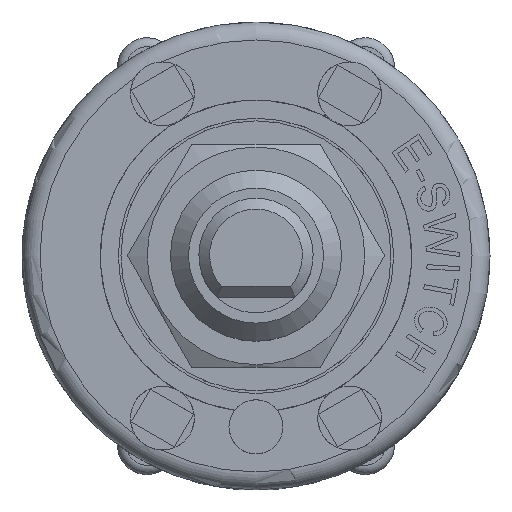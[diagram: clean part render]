
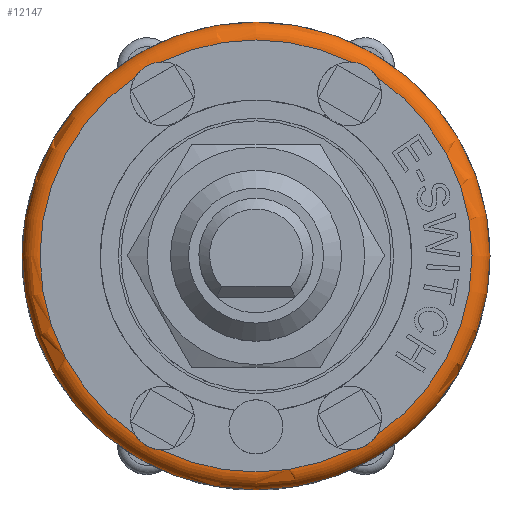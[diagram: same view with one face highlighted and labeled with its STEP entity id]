
A CAD part, top view. The second image highlights one B-rep face of the part: STEP entity #12147.
In plain terms, the highlighted toroidal (fillet/blend) face has major radius 12 mm and minor radius 1 mm.
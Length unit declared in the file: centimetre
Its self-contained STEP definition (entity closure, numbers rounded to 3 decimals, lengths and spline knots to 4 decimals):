
#26=TOROIDAL_SURFACE('',#12771,1.2,0.1);
#1078=B_SPLINE_CURVE_WITH_KNOTS('',3,(#21167,#21168,#21169,#21170,#21171,
#21172,#21173,#21174,#21175,#21176,#21177,#21178),.UNSPECIFIED.,.F.,.F.,
(4,2,2,2,2,4),(-0.2692,-0.2446,-0.216,
-0.1921,-0.1645,-0.1357),.UNSPECIFIED.);
#1079=B_SPLINE_CURVE_WITH_KNOTS('',3,(#21190,#21191,#21192,#21193,#21194,
#21195,#21196,#21197,#21198,#21199,#21200,#21201),.UNSPECIFIED.,.F.,.F.,
(4,2,2,2,2,4),(-0.2692,-0.2446,-0.216,
-0.1921,-0.1645,-0.1357),.UNSPECIFIED.);
#1080=B_SPLINE_CURVE_WITH_KNOTS('',3,(#21218,#21219,#21220,#21221,#21222,
#21223,#21224,#21225,#21226,#21227,#21228,#21229),.UNSPECIFIED.,.F.,.F.,
(4,2,2,2,2,4),(-0.2692,-0.2446,-0.216,
-0.1921,-0.1645,-0.1357),.UNSPECIFIED.);
#1081=B_SPLINE_CURVE_WITH_KNOTS('',3,(#21251,#21252,#21253,#21254,#21255,
#21256,#21257,#21258,#21259,#21260,#21261,#21262),.UNSPECIFIED.,.F.,.F.,
(4,2,2,2,2,4),(-0.2692,-0.2446,-0.216,
-0.1921,-0.1645,-0.1357),.UNSPECIFIED.);
#1695=FACE_OUTER_BOUND('',#2429,.T.);
#2429=EDGE_LOOP('',(#11229,#11230,#11231,#11232,#11233,#11234,#11235,#11236,
#11237,#11238,#11239,#11240));
#5048=CIRCLE('',#12724,1.3);
#5075=CIRCLE('',#12772,0.1);
#5076=CIRCLE('',#12773,1.2);
#5077=CIRCLE('',#12774,1.2);
#5078=CIRCLE('',#12775,1.2);
#5079=CIRCLE('',#12776,1.2);
#5080=CIRCLE('',#12777,1.2);
#6193=VERTEX_POINT('',#21129);
#6201=VERTEX_POINT('',#21165);
#6202=VERTEX_POINT('',#21166);
#6205=VERTEX_POINT('',#21188);
#6206=VERTEX_POINT('',#21189);
#6211=VERTEX_POINT('',#21216);
#6212=VERTEX_POINT('',#21217);
#6219=VERTEX_POINT('',#21249);
#6220=VERTEX_POINT('',#21250);
#6223=VERTEX_POINT('',#21272);
#7901=EDGE_CURVE('',#6193,#6193,#5048,.T.);
#7919=EDGE_CURVE('',#6201,#6202,#1078,.T.);
#7925=EDGE_CURVE('',#6205,#6206,#1079,.T.);
#7933=EDGE_CURVE('',#6211,#6212,#1080,.T.);
#7943=EDGE_CURVE('',#6219,#6220,#1081,.T.);
#7949=EDGE_CURVE('',#6193,#6223,#5075,.T.);
#7950=EDGE_CURVE('',#6223,#6211,#5076,.T.);
#7951=EDGE_CURVE('',#6212,#6205,#5077,.T.);
#7952=EDGE_CURVE('',#6206,#6201,#5078,.T.);
#7953=EDGE_CURVE('',#6202,#6219,#5079,.T.);
#7954=EDGE_CURVE('',#6220,#6223,#5080,.T.);
#11229=ORIENTED_EDGE('',*,*,#7901,.T.);
#11230=ORIENTED_EDGE('',*,*,#7949,.T.);
#11231=ORIENTED_EDGE('',*,*,#7950,.T.);
#11232=ORIENTED_EDGE('',*,*,#7933,.T.);
#11233=ORIENTED_EDGE('',*,*,#7951,.T.);
#11234=ORIENTED_EDGE('',*,*,#7925,.T.);
#11235=ORIENTED_EDGE('',*,*,#7952,.T.);
#11236=ORIENTED_EDGE('',*,*,#7919,.T.);
#11237=ORIENTED_EDGE('',*,*,#7953,.T.);
#11238=ORIENTED_EDGE('',*,*,#7943,.T.);
#11239=ORIENTED_EDGE('',*,*,#7954,.T.);
#11240=ORIENTED_EDGE('',*,*,#7949,.F.);
#12147=ADVANCED_FACE('',(#1695),#26,.T.);
#12724=AXIS2_PLACEMENT_3D('',#21130,#15082,#15083);
#12771=AXIS2_PLACEMENT_3D('',#21271,#15193,#15194);
#12772=AXIS2_PLACEMENT_3D('',#21273,#15195,#15196);
#12773=AXIS2_PLACEMENT_3D('',#21274,#15197,#15198);
#12774=AXIS2_PLACEMENT_3D('',#21275,#15199,#15200);
#12775=AXIS2_PLACEMENT_3D('',#21276,#15201,#15202);
#12776=AXIS2_PLACEMENT_3D('',#21277,#15203,#15204);
#12777=AXIS2_PLACEMENT_3D('',#21278,#15205,#15206);
#15082=DIRECTION('center_axis',(0.,0.,1.));
#15083=DIRECTION('ref_axis',(-1.,0.,0.));
#15193=DIRECTION('center_axis',(0.,0.,-1.));
#15194=DIRECTION('ref_axis',(-1.,0.,0.));
#15195=DIRECTION('center_axis',(0.,-1.,0.));
#15196=DIRECTION('ref_axis',(1.,0.,0.));
#15197=DIRECTION('center_axis',(0.,0.,-1.));
#15198=DIRECTION('ref_axis',(-1.,0.,0.));
#15199=DIRECTION('center_axis',(0.,0.,-1.));
#15200=DIRECTION('ref_axis',(-1.,0.,0.));
#15201=DIRECTION('center_axis',(0.,0.,-1.));
#15202=DIRECTION('ref_axis',(-1.,0.,0.));
#15203=DIRECTION('center_axis',(0.,0.,-1.));
#15204=DIRECTION('ref_axis',(-1.,0.,0.));
#15205=DIRECTION('center_axis',(0.,0.,-1.));
#15206=DIRECTION('ref_axis',(-1.,0.,0.));
#21129=CARTESIAN_POINT('',(1.3,0.,0.95));
#21130=CARTESIAN_POINT('Origin',(0.,0.,0.95));
#21165=CARTESIAN_POINT('',(-0.67,0.9955,1.05));
#21166=CARTESIAN_POINT('',(-0.5271,1.078,1.05));
#21167=CARTESIAN_POINT('Ctrl Pts',(-0.67,0.9955,
1.05));
#21168=CARTESIAN_POINT('Ctrl Pts',(-0.6646,1.0041,
1.05));
#21169=CARTESIAN_POINT('Ctrl Pts',(-0.6583,1.0124,
1.0498));
#21170=CARTESIAN_POINT('Ctrl Pts',(-0.6428,1.0294,
1.0491));
#21171=CARTESIAN_POINT('Ctrl Pts',(-0.6335,1.0377,
1.0488));
#21172=CARTESIAN_POINT('Ctrl Pts',(-0.615,1.051,1.0484));
#21173=CARTESIAN_POINT('Ctrl Pts',(-0.6061,1.0563,
1.0484));
#21174=CARTESIAN_POINT('Ctrl Pts',(-0.5859,1.0659,1.0487));
#21175=CARTESIAN_POINT('Ctrl Pts',(-0.5747,1.07,1.049));
#21176=CARTESIAN_POINT('Ctrl Pts',(-0.551,1.0759,1.0497));
#21177=CARTESIAN_POINT('Ctrl Pts',(-0.539,1.0775,
1.05));
#21178=CARTESIAN_POINT('Ctrl Pts',(-0.5271,1.078,
1.05));
#21188=CARTESIAN_POINT('',(-0.5271,-1.078,1.05));
#21189=CARTESIAN_POINT('',(-0.67,-0.9955,1.05));
#21190=CARTESIAN_POINT('Ctrl Pts',(-0.5271,-1.078,
1.05));
#21191=CARTESIAN_POINT('Ctrl Pts',(-0.5373,-1.0776,
1.05));
#21192=CARTESIAN_POINT('Ctrl Pts',(-0.5476,-1.0763,
1.0498));
#21193=CARTESIAN_POINT('Ctrl Pts',(-0.5701,-1.0714,1.0491));
#21194=CARTESIAN_POINT('Ctrl Pts',(-0.5819,-1.0675,
1.0488));
#21195=CARTESIAN_POINT('Ctrl Pts',(-0.6027,-1.0581,
1.0484));
#21196=CARTESIAN_POINT('Ctrl Pts',(-0.6117,-1.053,
1.0484));
#21197=CARTESIAN_POINT('Ctrl Pts',(-0.6301,-1.0404,
1.0487));
#21198=CARTESIAN_POINT('Ctrl Pts',(-0.6393,-1.0327,
1.049));
#21199=CARTESIAN_POINT('Ctrl Pts',(-0.6562,-1.0151,
1.0497));
#21200=CARTESIAN_POINT('Ctrl Pts',(-0.6637,-1.0055,
1.05));
#21201=CARTESIAN_POINT('Ctrl Pts',(-0.67,-0.9955,
1.05));
#21216=CARTESIAN_POINT('',(0.67,-0.9955,1.05));
#21217=CARTESIAN_POINT('',(0.5271,-1.078,1.05));
#21218=CARTESIAN_POINT('Ctrl Pts',(0.67,-0.9955,
1.05));
#21219=CARTESIAN_POINT('Ctrl Pts',(0.6646,-1.0041,
1.05));
#21220=CARTESIAN_POINT('Ctrl Pts',(0.6583,-1.0124,
1.0498));
#21221=CARTESIAN_POINT('Ctrl Pts',(0.6428,-1.0294,
1.0491));
#21222=CARTESIAN_POINT('Ctrl Pts',(0.6335,-1.0377,
1.0488));
#21223=CARTESIAN_POINT('Ctrl Pts',(0.615,-1.051,
1.0484));
#21224=CARTESIAN_POINT('Ctrl Pts',(0.6061,-1.0563,
1.0484));
#21225=CARTESIAN_POINT('Ctrl Pts',(0.5859,-1.0659,1.0487));
#21226=CARTESIAN_POINT('Ctrl Pts',(0.5747,-1.07,1.049));
#21227=CARTESIAN_POINT('Ctrl Pts',(0.551,-1.0759,
1.0497));
#21228=CARTESIAN_POINT('Ctrl Pts',(0.539,-1.0775,
1.05));
#21229=CARTESIAN_POINT('Ctrl Pts',(0.5271,-1.078,
1.05));
#21249=CARTESIAN_POINT('',(0.5271,1.078,1.05));
#21250=CARTESIAN_POINT('',(0.67,0.9955,1.05));
#21251=CARTESIAN_POINT('Ctrl Pts',(0.5271,1.078,1.05));
#21252=CARTESIAN_POINT('Ctrl Pts',(0.5373,1.0776,1.05));
#21253=CARTESIAN_POINT('Ctrl Pts',(0.5476,1.0763,1.0498));
#21254=CARTESIAN_POINT('Ctrl Pts',(0.5701,1.0714,1.0491));
#21255=CARTESIAN_POINT('Ctrl Pts',(0.5819,1.0675,1.0488));
#21256=CARTESIAN_POINT('Ctrl Pts',(0.6027,1.0581,1.0484));
#21257=CARTESIAN_POINT('Ctrl Pts',(0.6117,1.053,1.0484));
#21258=CARTESIAN_POINT('Ctrl Pts',(0.6301,1.0404,1.0487));
#21259=CARTESIAN_POINT('Ctrl Pts',(0.6393,1.0327,1.049));
#21260=CARTESIAN_POINT('Ctrl Pts',(0.6562,1.0151,1.0497));
#21261=CARTESIAN_POINT('Ctrl Pts',(0.6637,1.0055,1.05));
#21262=CARTESIAN_POINT('Ctrl Pts',(0.67,0.9955,
1.05));
#21271=CARTESIAN_POINT('Origin',(0.,0.,0.95));
#21272=CARTESIAN_POINT('',(1.2,0.,1.05));
#21273=CARTESIAN_POINT('Origin',(1.2,0.,0.95));
#21274=CARTESIAN_POINT('Origin',(0.,0.,1.05));
#21275=CARTESIAN_POINT('Origin',(0.,0.,1.05));
#21276=CARTESIAN_POINT('Origin',(0.,0.,1.05));
#21277=CARTESIAN_POINT('Origin',(0.,0.,1.05));
#21278=CARTESIAN_POINT('Origin',(0.,0.,1.05));
